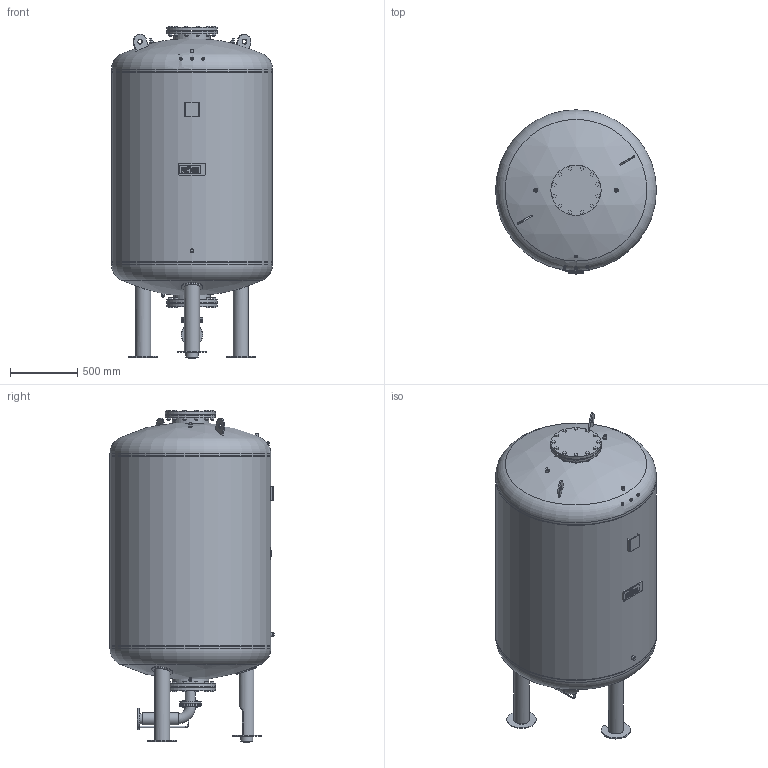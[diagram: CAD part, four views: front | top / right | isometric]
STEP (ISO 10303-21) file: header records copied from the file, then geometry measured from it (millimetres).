
FILE_DESCRIPTION(/* description */ (''),/* implementation_level */ '2;1');
FILE_NAME(/* name */ '3d_ReflexomatRG2000_6bar-8650405.stp',/* time_stamp */ '2024-09-24T14:54:34+02:00',/* author */ ('Andrzej'),/* organization */ (''),/* preprocessor_version */ 'ST-DEVELOPER v16.13',/* originating_system */ 'AutoCAD Mechanical',/* authorisation */ '');
FILE_SCHEMA (('AUTOMOTIVE_DESIGN { 1 0 10303 214 3 1 1 }'));
Length unit declared in the file: millimetre
Products named in the file (1): Product
Bounding box: 1200 x 1224 x 2477 mm (x, y, z)
Volume: 2014552887.7 mm3; surface area: 15799996.4 mm2
Topology: 31 solids, 33 shells, 993 faces, 2337 edges, 1538 vertices
Faces by surface type: plane 687, cylinder 221, cone 53, torus 18, sphere 14
Full cylindrical faces by diameter (mm): 3 x1, 10 x2, 10.3 x1, 11.445 x3, 12 x9, 14 x12, 14.95 x1, 15.6 x2, 16 x48, 18.5 x3, 18.9 x1, 19 x1, 21.3 x3, 25.4 x1, 26.6 x1, 26.9 x1, 27 x1, 30 x2, 38 x2, 76.1 x5, 90 x1, 92.1 x1, 107 x2, 107.1 x1, 114.3 x3, 160 x6, 220 x2, 260.4 x2, 272.4 x1, 273 x1
Entity records: 28012 total; most frequent: CARTESIAN_POINT 5527, DIRECTION 4598, ORIENTED_EDGE 4194, EDGE_CURVE 2097, LINE 1540, VECTOR 1540, AXIS2_PLACEMENT_3D 1529, VERTEX_POINT 1493
